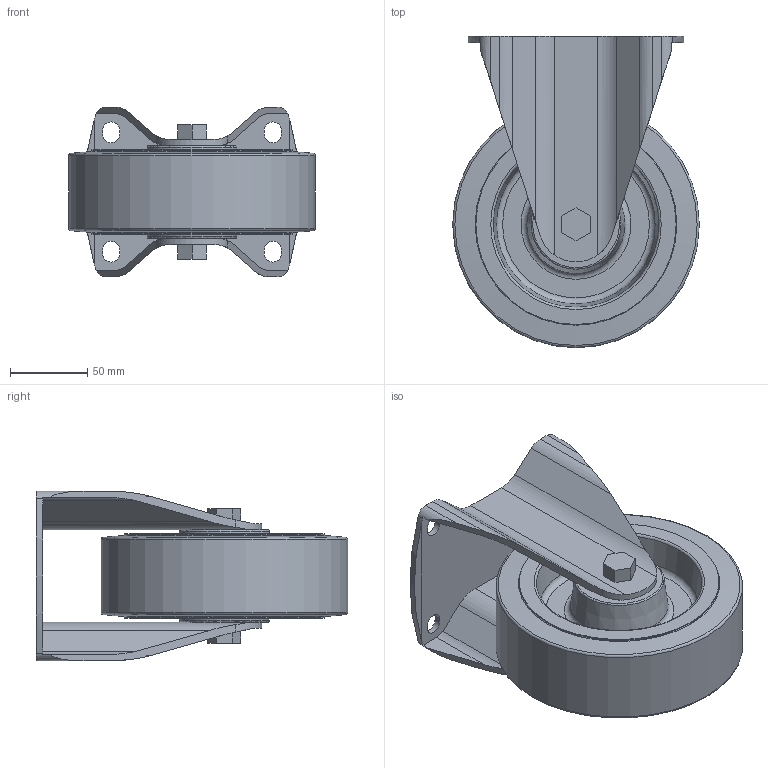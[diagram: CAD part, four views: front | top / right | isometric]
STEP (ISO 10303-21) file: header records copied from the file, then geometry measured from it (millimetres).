
FILE_DESCRIPTION(/* description */ ('STEP AP214'),/* implementation_level */ '2;1');
FILE_NAME(/* name */ 'K1763.1605010',/* time_stamp */ '2025-06-24T14:21:33+02:00',/* author */ ('License CC BY-ND 4.0'),/* organization */ ('CADENAS'),/* preprocessor_version */ 'ST-DEVELOPER v19.3',/* originating_system */ 'PARTsolutions',/* authorisation */ ' ');
FILE_SCHEMA (('AUTOMOTIVE_DESIGN {1 0 10303 214 3 1 1}'));
Length unit declared in the file: millimetre
Products named in the file (1): K1763.1605010
Bounding box: 160 x 202 x 110 mm (x, y, z)
Volume: 991142.3 mm3; surface area: 163193.2 mm2
Topology: 1 solids, 1 shells, 113 faces, 319 edges, 208 vertices
Faces by surface type: plane 58, cylinder 37, torus 12, cone 6
Full cylindrical faces by diameter (mm): 20 x2, 130 x2, 160 x1
Entity records: 3660 total; most frequent: CARTESIAN_POINT 714, DIRECTION 616, ORIENTED_EDGE 584, EDGE_CURVE 292, AXIS2_PLACEMENT_3D 226, VERTEX_POINT 204, LINE 164, VECTOR 164
